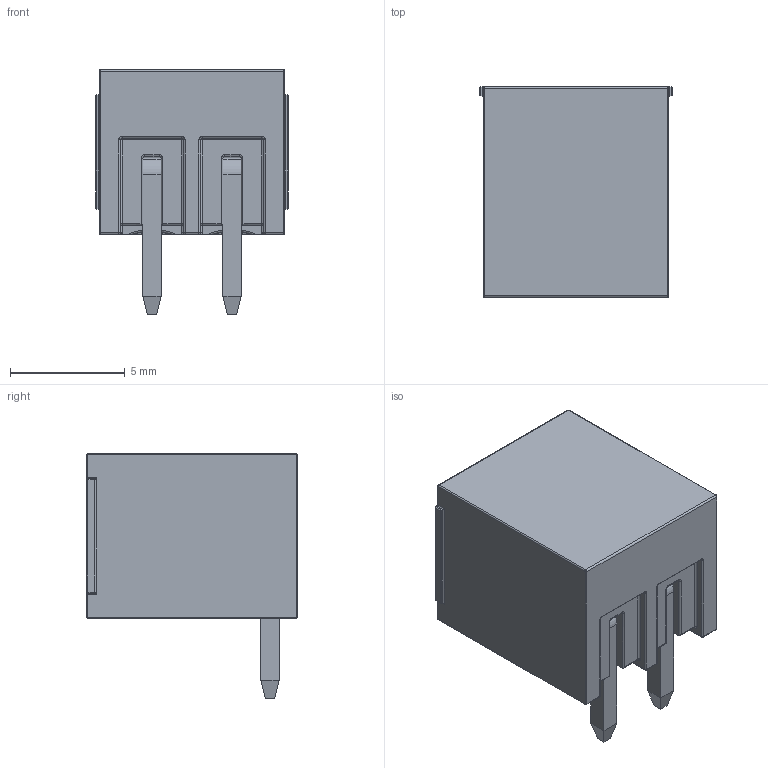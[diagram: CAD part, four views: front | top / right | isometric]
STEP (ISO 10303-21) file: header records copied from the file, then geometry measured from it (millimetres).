
FILE_DESCRIPTION(/* description */ (''),/* implementation_level */ '2;1');
FILE_NAME(/* name */ 'Wurth - 691322110002.step',/* time_stamp */ '2020-06-27T23:32:01+01:00',/* author */ (''),/* organization */ (''),/* preprocessor_version */ 'ST-DEVELOPER v18.1',/* originating_system */ 'Autodesk Translation Framework v9.3.0.1241',/* authorisation */ '');
FILE_SCHEMA (('AUTOMOTIVE_DESIGN { 1 0 10303 214 3 1 1 }'));
Length unit declared in the file: millimetre
Products named in the file (1): Wurth - 691322110002
Bounding box: 8.4 x 9.21 x 10.7 mm (x, y, z)
Volume: 283.2 mm3; surface area: 812.7 mm2
Topology: 1 solids, 1 shells, 506 faces, 1148 edges, 650 vertices
Faces by surface type: cylinder 222, plane 124, torus 76, sphere 44, bspline 40
Full cylindrical faces by diameter (mm): 1.8 x2
Entity records: 16003 total; most frequent: CARTESIAN_POINT 4609, DIRECTION 2508, ORIENTED_EDGE 2296, EDGE_CURVE 1148, AXIS2_PLACEMENT_3D 981, VERTEX_POINT 650, LINE 546, VECTOR 546
